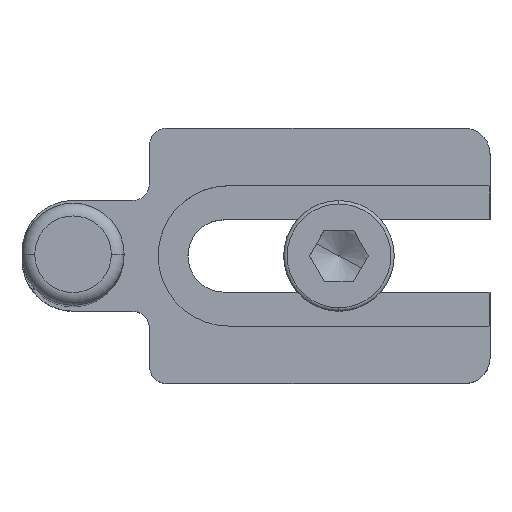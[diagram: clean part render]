
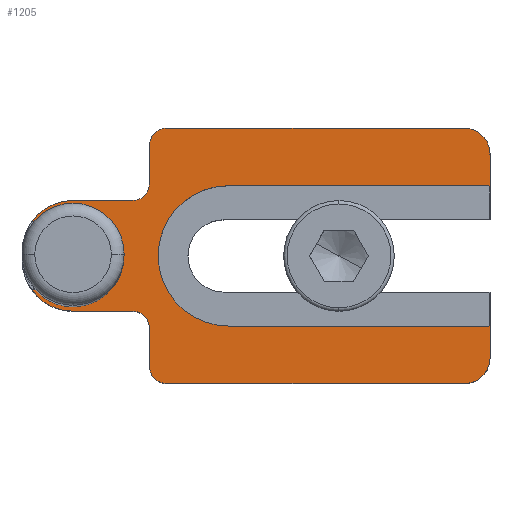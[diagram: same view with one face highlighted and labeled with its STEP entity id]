
A CAD part, top view. The second image highlights one B-rep face of the part: STEP entity #1205.
In plain terms, the highlighted planar face has unit normal (0, 0, 1).
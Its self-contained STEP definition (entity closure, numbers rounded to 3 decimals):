
#95=AXIS2_PLACEMENT_3D('Circle Axis2P3D',#93,#94,$) ;
#159=AXIS2_PLACEMENT_3D('Circle Axis2P3D',#157,#158,$) ;
#190=AXIS2_PLACEMENT_3D('Circle Axis2P3D',#188,#189,$) ;
#519=AXIS2_PLACEMENT_3D('Circle Axis2P3D',#517,#518,$) ;
#611=AXIS2_PLACEMENT_3D('Circle Axis2P3D',#609,#610,$) ;
#665=AXIS2_PLACEMENT_3D('Circle Axis2P3D',#663,#664,$) ;
#705=AXIS2_PLACEMENT_3D('Circle Axis2P3D',#703,#704,$) ;
#789=AXIS2_PLACEMENT_3D('Circle Axis2P3D',#787,#788,$) ;
#868=AXIS2_PLACEMENT_3D('Circle Axis2P3D',#866,#867,$) ;
#954=AXIS2_PLACEMENT_3D('Circle Axis2P3D',#952,#953,$) ;
#1172=AXIS2_PLACEMENT_3D('Plane Axis2P3D',#1169,#1170,#1171) ;
#1176=AXIS2_PLACEMENT_3D('Circle Axis2P3D',#1174,#1175,$) ;
#46=CARTESIAN_POINT('Line Origine',(-8.25,225.968,-760.)) ;
#50=CARTESIAN_POINT('Vertex',(-8.25,210.593,-760.)) ;
#52=CARTESIAN_POINT('Vertex',(-8.25,241.343,-760.)) ;
#93=CARTESIAN_POINT('Axis2P3D Location',(0.,210.593,-760.)) ;
#97=CARTESIAN_POINT('Vertex',(8.25,210.593,-760.)) ;
#124=CARTESIAN_POINT('Line Origine',(8.25,225.968,-760.)) ;
#128=CARTESIAN_POINT('Vertex',(8.25,241.343,-760.)) ;
#152=CARTESIAN_POINT('Vertex',(4.,187.875,-760.)) ;
#157=CARTESIAN_POINT('Axis2P3D Location',(-0.005,192.343,-760.)) ;
#161=CARTESIAN_POINT('Vertex',(5.261,189.466,-760.)) ;
#188=CARTESIAN_POINT('Axis2P3D Location',(-0.005,192.343,-760.)) ;
#192=CARTESIAN_POINT('Vertex',(-5.27,195.219,-760.)) ;
#218=CARTESIAN_POINT('Vertex',(-4.,187.866,-760.)) ;
#232=CARTESIAN_POINT('Control Point',(-4.,187.866,-760.)) ;
#233=CARTESIAN_POINT('Control Point',(-5.202,188.939,-760.)) ;
#234=CARTESIAN_POINT('Control Point',(-6.044,190.414,-760.)) ;
#235=CARTESIAN_POINT('Control Point',(-6.342,192.133,-760.)) ;
#236=CARTESIAN_POINT('Control Point',(-6.043,193.806,-760.)) ;
#237=CARTESIAN_POINT('Control Point',(-5.27,195.219,-760.)) ;
#517=CARTESIAN_POINT('Axis2P3D Location',(12.,238.343,-760.)) ;
#521=CARTESIAN_POINT('Vertex',(12.,241.343,-760.)) ;
#523=CARTESIAN_POINT('Vertex',(15.,238.343,-760.)) ;
#562=CARTESIAN_POINT('Line Origine',(10.125,241.343,-760.)) ;
#576=CARTESIAN_POINT('Line Origine',(-10.125,241.343,-760.)) ;
#580=CARTESIAN_POINT('Vertex',(-12.,241.343,-760.)) ;
#609=CARTESIAN_POINT('Axis2P3D Location',(-12.,238.343,-760.)) ;
#613=CARTESIAN_POINT('Vertex',(-15.,238.343,-760.)) ;
#646=CARTESIAN_POINT('Vertex',(-8.505,201.343,-760.)) ;
#660=CARTESIAN_POINT('Vertex',(-6.505,199.343,-760.)) ;
#663=CARTESIAN_POINT('Axis2P3D Location',(-8.505,199.343,-760.)) ;
#686=CARTESIAN_POINT('Vertex',(6.505,199.343,-760.)) ;
#700=CARTESIAN_POINT('Vertex',(8.505,201.343,-760.)) ;
#703=CARTESIAN_POINT('Axis2P3D Location',(8.505,199.343,-760.)) ;
#727=CARTESIAN_POINT('Line Origine',(15.,220.843,-760.)) ;
#731=CARTESIAN_POINT('Vertex',(15.,203.343,-760.)) ;
#751=CARTESIAN_POINT('Line Origine',(10.752,201.343,-760.)) ;
#755=CARTESIAN_POINT('Vertex',(13.,201.343,-760.)) ;
#787=CARTESIAN_POINT('Axis2P3D Location',(13.,203.343,-760.)) ;
#804=CARTESIAN_POINT('Line Origine',(-15.,220.843,-760.)) ;
#808=CARTESIAN_POINT('Vertex',(-15.,203.343,-760.)) ;
#837=CARTESIAN_POINT('Line Origine',(-10.752,201.343,-760.)) ;
#841=CARTESIAN_POINT('Vertex',(-13.,201.343,-760.)) ;
#866=CARTESIAN_POINT('Axis2P3D Location',(-13.,203.343,-760.)) ;
#889=CARTESIAN_POINT('Vertex',(-4.,187.48,-760.)) ;
#897=CARTESIAN_POINT('Line Origine',(-4.,187.673,-760.)) ;
#914=CARTESIAN_POINT('Line Origine',(-6.505,195.85,-760.)) ;
#918=CARTESIAN_POINT('Vertex',(-6.505,192.357,-760.)) ;
#952=CARTESIAN_POINT('Axis2P3D Location',(-0.505,192.357,-760.)) ;
#987=CARTESIAN_POINT('Vertex',(4.,187.48,-760.)) ;
#992=CARTESIAN_POINT('Line Origine',(4.,187.678,-760.)) ;
#1020=CARTESIAN_POINT('Vertex',(6.505,192.357,-760.)) ;
#1028=CARTESIAN_POINT('Line Origine',(6.505,195.85,-760.)) ;
#1169=CARTESIAN_POINT('Axis2P3D Location',(0.,0.,-760.)) ;
#1174=CARTESIAN_POINT('Axis2P3D Location',(0.505,192.357,-760.)) ;
#47=DIRECTION('Vector Direction',(0.,-1.,0.)) ;
#94=DIRECTION('Axis2P3D Direction',(0.,0.,-1.)) ;
#125=DIRECTION('Vector Direction',(0.,1.,0.)) ;
#158=DIRECTION('Axis2P3D Direction',(0.,0.,-1.)) ;
#189=DIRECTION('Axis2P3D Direction',(0.,0.,-1.)) ;
#518=DIRECTION('Axis2P3D Direction',(-0.,0.,1.)) ;
#563=DIRECTION('Vector Direction',(-1.,0.,0.)) ;
#577=DIRECTION('Vector Direction',(-1.,0.,0.)) ;
#610=DIRECTION('Axis2P3D Direction',(0.,-0.,1.)) ;
#664=DIRECTION('Axis2P3D Direction',(0.,0.,-1.)) ;
#704=DIRECTION('Axis2P3D Direction',(0.,0.,-1.)) ;
#728=DIRECTION('Vector Direction',(0.,1.,0.)) ;
#752=DIRECTION('Vector Direction',(1.,0.,0.)) ;
#788=DIRECTION('Axis2P3D Direction',(0.,0.,-1.)) ;
#805=DIRECTION('Vector Direction',(0.,-1.,0.)) ;
#838=DIRECTION('Vector Direction',(-1.,0.,0.)) ;
#867=DIRECTION('Axis2P3D Direction',(0.,0.,1.)) ;
#898=DIRECTION('Vector Direction',(0.,1.,0.)) ;
#915=DIRECTION('Vector Direction',(0.,1.,0.)) ;
#953=DIRECTION('Axis2P3D Direction',(-0.,0.,-1.)) ;
#993=DIRECTION('Vector Direction',(0.,-1.,0.)) ;
#1029=DIRECTION('Vector Direction',(0.,1.,0.)) ;
#1170=DIRECTION('Axis2P3D Direction',(0.,0.,-1.)) ;
#1171=DIRECTION('Axis2P3D XDirection',(1.,0.,0.)) ;
#1175=DIRECTION('Axis2P3D Direction',(0.,0.,-1.)) ;
#48=VECTOR('Line Direction',#47,1.) ;
#126=VECTOR('Line Direction',#125,1.) ;
#564=VECTOR('Line Direction',#563,1.) ;
#578=VECTOR('Line Direction',#577,1.) ;
#729=VECTOR('Line Direction',#728,1.) ;
#753=VECTOR('Line Direction',#752,1.) ;
#806=VECTOR('Line Direction',#805,1.) ;
#839=VECTOR('Line Direction',#838,1.) ;
#899=VECTOR('Line Direction',#898,1.) ;
#916=VECTOR('Line Direction',#915,1.) ;
#994=VECTOR('Line Direction',#993,1.) ;
#1030=VECTOR('Line Direction',#1029,1.) ;
#1180=ORIENTED_EDGE('',*,*,#1178,.F.) ;
#1181=ORIENTED_EDGE('',*,*,#1032,.F.) ;
#1182=ORIENTED_EDGE('',*,*,#707,.T.) ;
#1183=ORIENTED_EDGE('',*,*,#757,.F.) ;
#1184=ORIENTED_EDGE('',*,*,#791,.F.) ;
#1185=ORIENTED_EDGE('',*,*,#733,.F.) ;
#1186=ORIENTED_EDGE('',*,*,#525,.F.) ;
#1187=ORIENTED_EDGE('',*,*,#566,.F.) ;
#1188=ORIENTED_EDGE('',*,*,#130,.T.) ;
#1189=ORIENTED_EDGE('',*,*,#99,.T.) ;
#1190=ORIENTED_EDGE('',*,*,#54,.T.) ;
#1191=ORIENTED_EDGE('',*,*,#582,.F.) ;
#1192=ORIENTED_EDGE('',*,*,#615,.F.) ;
#1193=ORIENTED_EDGE('',*,*,#810,.F.) ;
#1194=ORIENTED_EDGE('',*,*,#870,.F.) ;
#1195=ORIENTED_EDGE('',*,*,#843,.F.) ;
#1196=ORIENTED_EDGE('',*,*,#667,.T.) ;
#1197=ORIENTED_EDGE('',*,*,#920,.F.) ;
#1198=ORIENTED_EDGE('',*,*,#956,.F.) ;
#1199=ORIENTED_EDGE('',*,*,#901,.F.) ;
#1200=ORIENTED_EDGE('',*,*,#238,.T.) ;
#1201=ORIENTED_EDGE('',*,*,#194,.T.) ;
#1202=ORIENTED_EDGE('',*,*,#163,.T.) ;
#1203=ORIENTED_EDGE('',*,*,#996,.F.) ;
#1205=ADVANCED_FACE('PartBody',(#1204),#1173,.F.) ;
#231=B_SPLINE_CURVE_WITH_KNOTS('',5,(#232,#233,#234,#235,#236,#237),.UNSPECIFIED.,.F.,.U.,(6,6),(-4.026,4.026),.UNSPECIFIED.) ;
#96=CIRCLE('generated circle',#95,8.25) ;
#160=CIRCLE('generated circle',#159,6.) ;
#191=CIRCLE('generated circle',#190,6.) ;
#520=CIRCLE('generated circle',#519,3.) ;
#612=CIRCLE('generated circle',#611,3.) ;
#666=CIRCLE('generated circle',#665,2.) ;
#706=CIRCLE('generated circle',#705,2.) ;
#790=CIRCLE('generated circle',#789,2.) ;
#869=CIRCLE('generated circle',#868,2.) ;
#955=CIRCLE('generated circle',#954,6.) ;
#1177=CIRCLE('generated circle',#1176,6.) ;
#54=EDGE_CURVE('',#51,#53,#49,.F.) ;
#99=EDGE_CURVE('',#98,#51,#96,.T.) ;
#130=EDGE_CURVE('',#129,#98,#127,.F.) ;
#163=EDGE_CURVE('',#162,#153,#160,.T.) ;
#194=EDGE_CURVE('',#193,#162,#191,.T.) ;
#238=EDGE_CURVE('',#219,#193,#231,.T.) ;
#525=EDGE_CURVE('',#522,#524,#520,.F.) ;
#566=EDGE_CURVE('',#129,#522,#565,.F.) ;
#582=EDGE_CURVE('',#581,#53,#579,.F.) ;
#615=EDGE_CURVE('',#614,#581,#612,.F.) ;
#667=EDGE_CURVE('',#647,#661,#666,.T.) ;
#707=EDGE_CURVE('',#687,#701,#706,.T.) ;
#733=EDGE_CURVE('',#524,#732,#730,.F.) ;
#757=EDGE_CURVE('',#756,#701,#754,.F.) ;
#791=EDGE_CURVE('',#732,#756,#790,.T.) ;
#810=EDGE_CURVE('',#809,#614,#807,.F.) ;
#843=EDGE_CURVE('',#647,#842,#840,.T.) ;
#870=EDGE_CURVE('',#842,#809,#869,.F.) ;
#901=EDGE_CURVE('',#219,#890,#900,.F.) ;
#920=EDGE_CURVE('',#919,#661,#917,.T.) ;
#956=EDGE_CURVE('',#890,#919,#955,.T.) ;
#996=EDGE_CURVE('',#988,#153,#995,.F.) ;
#1032=EDGE_CURVE('',#687,#1021,#1031,.F.) ;
#1178=EDGE_CURVE('',#1021,#988,#1177,.T.) ;
#1179=EDGE_LOOP('',(#1180,#1181,#1182,#1183,#1184,#1185,#1186,#1187,#1188,#1189,#1190,#1191,#1192,#1193,#1194,#1195,#1196,#1197,#1198,#1199,#1200,#1201,#1202,#1203)) ;
#1204=FACE_OUTER_BOUND('',#1179,.T.) ;
#49=LINE('Line',#46,#48) ;
#127=LINE('Line',#124,#126) ;
#565=LINE('Line',#562,#564) ;
#579=LINE('Line',#576,#578) ;
#730=LINE('Line',#727,#729) ;
#754=LINE('Line',#751,#753) ;
#807=LINE('Line',#804,#806) ;
#840=LINE('Line',#837,#839) ;
#900=LINE('Line',#897,#899) ;
#917=LINE('Line',#914,#916) ;
#995=LINE('Line',#992,#994) ;
#1031=LINE('Line',#1028,#1030) ;
#1173=PLANE('',#1172) ;
#51=VERTEX_POINT('',#50) ;
#53=VERTEX_POINT('',#52) ;
#98=VERTEX_POINT('',#97) ;
#129=VERTEX_POINT('',#128) ;
#153=VERTEX_POINT('',#152) ;
#162=VERTEX_POINT('',#161) ;
#193=VERTEX_POINT('',#192) ;
#219=VERTEX_POINT('',#218) ;
#522=VERTEX_POINT('',#521) ;
#524=VERTEX_POINT('',#523) ;
#581=VERTEX_POINT('',#580) ;
#614=VERTEX_POINT('',#613) ;
#647=VERTEX_POINT('',#646) ;
#661=VERTEX_POINT('',#660) ;
#687=VERTEX_POINT('',#686) ;
#701=VERTEX_POINT('',#700) ;
#732=VERTEX_POINT('',#731) ;
#756=VERTEX_POINT('',#755) ;
#809=VERTEX_POINT('',#808) ;
#842=VERTEX_POINT('',#841) ;
#890=VERTEX_POINT('',#889) ;
#919=VERTEX_POINT('',#918) ;
#988=VERTEX_POINT('',#987) ;
#1021=VERTEX_POINT('',#1020) ;
